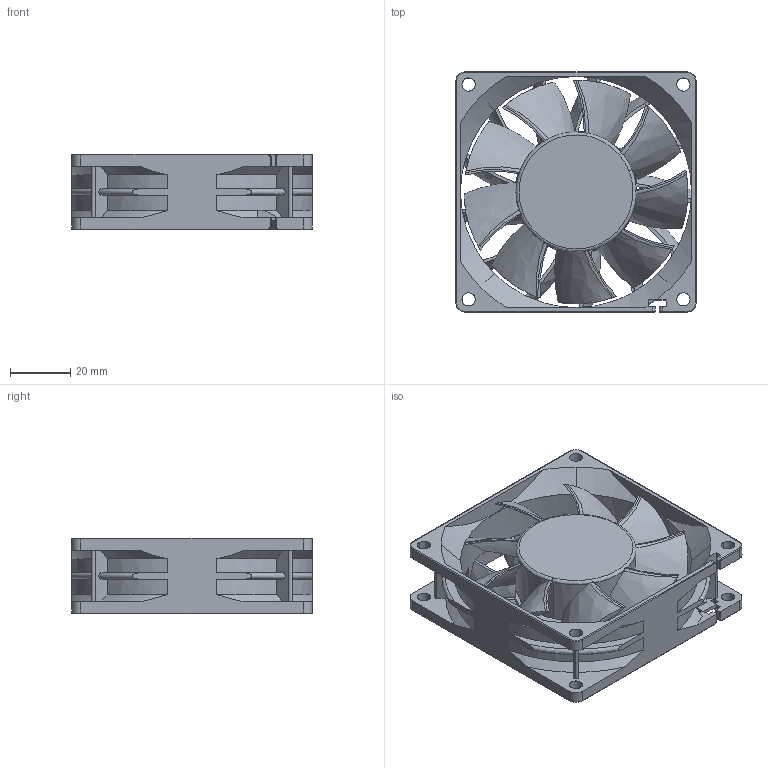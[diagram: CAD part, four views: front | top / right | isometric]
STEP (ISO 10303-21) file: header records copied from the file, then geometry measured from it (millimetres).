
FILE_DESCRIPTION (( 'STEP AP203' ), '1' );
FILE_NAME ('8025-崝揤蚾饜极1.STEP', '2012-12-06T10:44:07', ( 'Microsoft' ), ( 'Microsoft' ), 'SwSTEP 2.0', 'SolidWorks 2012', '' );
FILE_SCHEMA (( 'CONFIG_CONTROL_DESIGN' ));
Length unit declared in the file: millimetre
Products named in the file (6): 8025-崝揤蚾饜极1; 幗紩錨璃4; 8025崝揤圮珔蚾饜极2; 沺釱粣郋錨璃1; 8025ye; 8025ku
Assembly tree (6 placements, depth 3):
  8025-崝揤蚾饜极1
    8025ku
    8025崝揤圮珔蚾饜极2
      8025ye
      沺釱粣郋錨璃1
    幗紩錨璃4  x2
Bounding box: 80 x 80 x 25.2 mm (x, y, z)
Volume: 32611.6 mm3; surface area: 42659 mm2
Topology: 5 solids, 5 shells, 521 faces, 1457 edges, 949 vertices
Faces by surface type: cylinder 157, bspline 144, plane 139, torus 45, cone 36
Entity records: 27009 total; most frequent: CARTESIAN_POINT 14959, ORIENTED_EDGE 2842, DIRECTION 1757, EDGE_CURVE 1421, VERTEX_POINT 925, B_SPLINE_CURVE_WITH_KNOTS 748, AXIS2_PLACEMENT_3D 733, EDGE_LOOP 552
